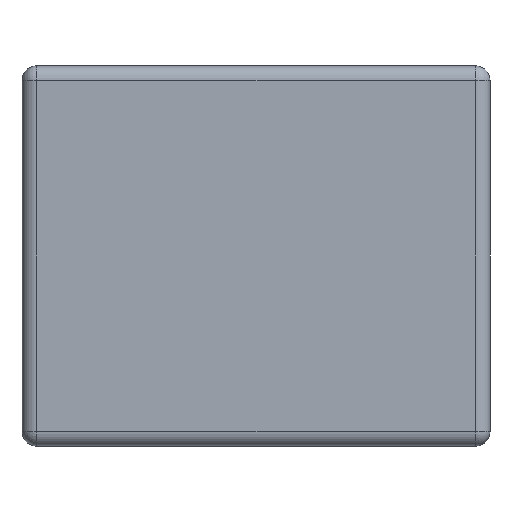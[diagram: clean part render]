
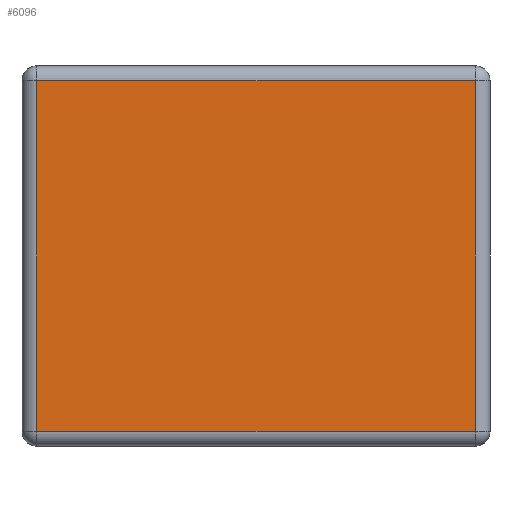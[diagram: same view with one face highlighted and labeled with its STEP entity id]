
A CAD part, left-side view. The second image highlights one B-rep face of the part: STEP entity #6096.
In plain terms, the highlighted planar face has unit normal (-1, 0, 0).
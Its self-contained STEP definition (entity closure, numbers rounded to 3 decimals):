
#561=FACE_OUTER_BOUND('',#922,.T.);
#922=EDGE_LOOP('',(#4626,#4627,#4628,#4629));
#1439=LINE('',#10212,#2042);
#1440=LINE('',#10214,#2043);
#1441=LINE('',#10216,#2044);
#1442=LINE('',#10217,#2045);
#2042=VECTOR('',#7323,1.);
#2043=VECTOR('',#7324,1.);
#2044=VECTOR('',#7325,1.);
#2045=VECTOR('',#7326,1.);
#2779=VERTEX_POINT('',#10210);
#2780=VERTEX_POINT('',#10211);
#2781=VERTEX_POINT('',#10213);
#2782=VERTEX_POINT('',#10215);
#3475=EDGE_CURVE('',#2779,#2780,#1439,.T.);
#3476=EDGE_CURVE('',#2780,#2781,#1440,.T.);
#3477=EDGE_CURVE('',#2781,#2782,#1441,.T.);
#3478=EDGE_CURVE('',#2782,#2779,#1442,.T.);
#4626=ORIENTED_EDGE('',*,*,#3475,.T.);
#4627=ORIENTED_EDGE('',*,*,#3476,.T.);
#4628=ORIENTED_EDGE('',*,*,#3477,.T.);
#4629=ORIENTED_EDGE('',*,*,#3478,.T.);
#5835=PLANE('',#6521);
#6096=ADVANCED_FACE('',(#561),#5835,.T.);
#6521=AXIS2_PLACEMENT_3D('',#10209,#7321,#7322);
#7321=DIRECTION('center_axis',(-1.,0.,0.));
#7322=DIRECTION('ref_axis',(0.,0.,-1.));
#7323=DIRECTION('',(0.,1.,0.));
#7324=DIRECTION('',(0.,0.,-1.));
#7325=DIRECTION('',(0.,-1.,0.));
#7326=DIRECTION('',(0.,0.,1.));
#10209=CARTESIAN_POINT('Origin',(-2.25,0.,1.3));
#10210=CARTESIAN_POINT('',(-2.25,-1.5,2.5));
#10211=CARTESIAN_POINT('',(-2.25,1.5,2.5));
#10212=CARTESIAN_POINT('',(-2.25,1.6,2.5));
#10213=CARTESIAN_POINT('',(-2.25,1.5,0.1));
#10214=CARTESIAN_POINT('',(-2.25,1.5,0.));
#10215=CARTESIAN_POINT('',(-2.25,-1.5,0.1));
#10216=CARTESIAN_POINT('',(-2.25,-1.6,0.1));
#10217=CARTESIAN_POINT('',(-2.25,-1.5,2.6));
